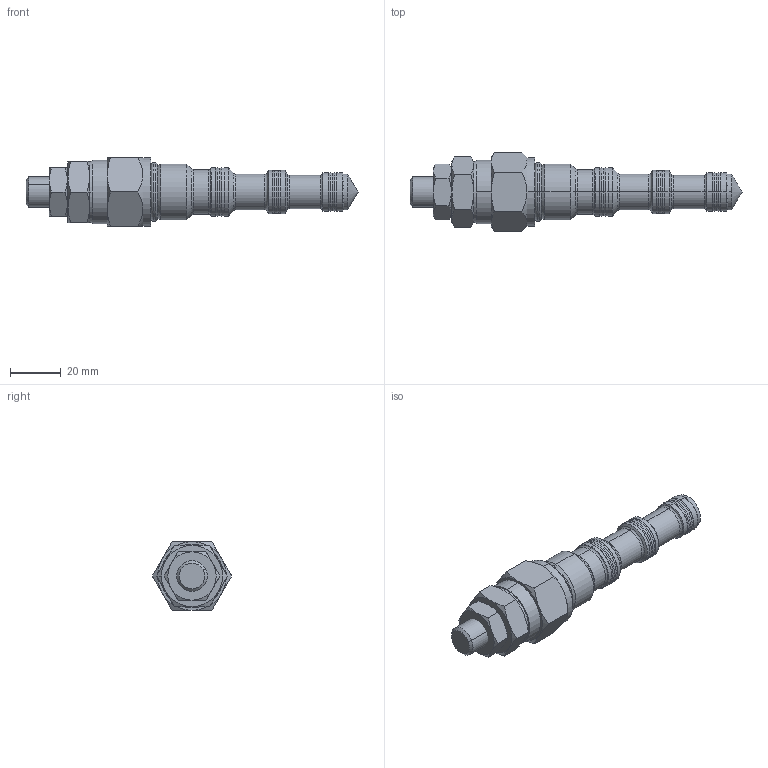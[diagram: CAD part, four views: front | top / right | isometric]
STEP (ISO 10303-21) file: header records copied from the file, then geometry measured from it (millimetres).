
FILE_DESCRIPTION (( 'STEP AP214' ), '1' );
FILE_NAME ('357.022-103-H3_Kunde.STEP', '2017-03-14T08:16:52', ( 'User' ), ( '' ), 'SwSTEP 2.0', 'SolidWorks 2016', '' );
FILE_SCHEMA (( 'AUTOMOTIVE_DESIGN' ));
Length unit declared in the file: millimetre
Products named in the file (1): 357.022-103-H3_Kunde
Bounding box: 130.54 x 31.18 x 27 mm (x, y, z)
Volume: 49061 mm3; surface area: 16145.2 mm2
Topology: 9 solids, 9 shells, 243 faces, 485 edges, 270 vertices
Faces by surface type: cone 98, cylinder 58, plane 47, torus 40
Entity records: 6700 total; most frequent: CARTESIAN_POINT 1441, DIRECTION 1172, ORIENTED_EDGE 966, AXIS2_PLACEMENT_3D 517, EDGE_CURVE 483, CIRCLE 273, VERTEX_POINT 270, EDGE_LOOP 257
